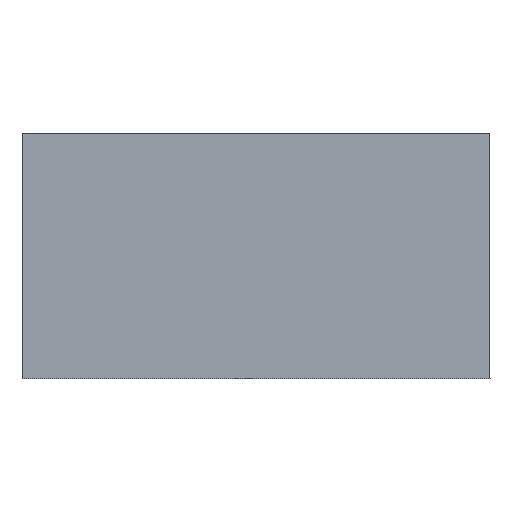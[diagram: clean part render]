
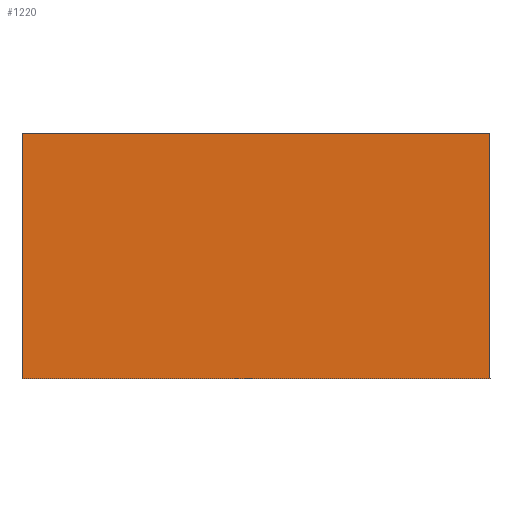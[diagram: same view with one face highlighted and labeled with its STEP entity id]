
A CAD part, front view. The second image highlights one B-rep face of the part: STEP entity #1220.
In plain terms, the highlighted planar face has unit normal (0, -1, 0).
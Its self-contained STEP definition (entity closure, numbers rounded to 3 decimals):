
#168=PLANE('',#1335);
#224=FACE_OUTER_BOUND('',#300,.T.);
#300=EDGE_LOOP('',(#1151,#1152,#1153,#1154));
#360=LINE('',#1818,#480);
#367=LINE('',#1838,#487);
#422=LINE('',#1992,#542);
#423=LINE('',#1993,#543);
#480=VECTOR('',#1461,10.);
#487=VECTOR('',#1478,10.);
#542=VECTOR('',#1649,10.);
#543=VECTOR('',#1650,10.);
#646=VERTEX_POINT('',#1815);
#647=VERTEX_POINT('',#1817);
#655=VERTEX_POINT('',#1837);
#696=VERTEX_POINT('',#1991);
#762=EDGE_CURVE('',#647,#646,#360,.T.);
#773=EDGE_CURVE('',#655,#647,#367,.T.);
#850=EDGE_CURVE('',#646,#696,#422,.T.);
#851=EDGE_CURVE('',#696,#655,#423,.T.);
#1151=ORIENTED_EDGE('',*,*,#762,.T.);
#1152=ORIENTED_EDGE('',*,*,#850,.T.);
#1153=ORIENTED_EDGE('',*,*,#851,.T.);
#1154=ORIENTED_EDGE('',*,*,#773,.T.);
#1220=ADVANCED_FACE('',(#224),#168,.T.);
#1335=AXIS2_PLACEMENT_3D('',#1990,#1647,#1648);
#1461=DIRECTION('',(-1.,0.,0.));
#1478=DIRECTION('',(0.,0.,1.));
#1647=DIRECTION('center_axis',(0.,-1.,0.));
#1648=DIRECTION('ref_axis',(0.,0.,-1.));
#1649=DIRECTION('',(0.,0.,-1.));
#1650=DIRECTION('',(1.,0.,0.));
#1815=CARTESIAN_POINT('',(-98.577,-2.5,25.925));
#1817=CARTESIAN_POINT('',(40.007,-2.5,25.925));
#1818=CARTESIAN_POINT('',(-40.865,-2.5,25.925));
#1837=CARTESIAN_POINT('',(40.007,-2.5,-46.638));
#1838=CARTESIAN_POINT('',(40.007,-2.5,28.425));
#1990=CARTESIAN_POINT('Origin',(16.847,-2.5,25.992));
#1991=CARTESIAN_POINT('',(-98.577,-2.5,-46.638));
#1992=CARTESIAN_POINT('',(-98.577,-2.5,-51.21));
#1993=CARTESIAN_POINT('',(40.007,-2.5,-46.638));
